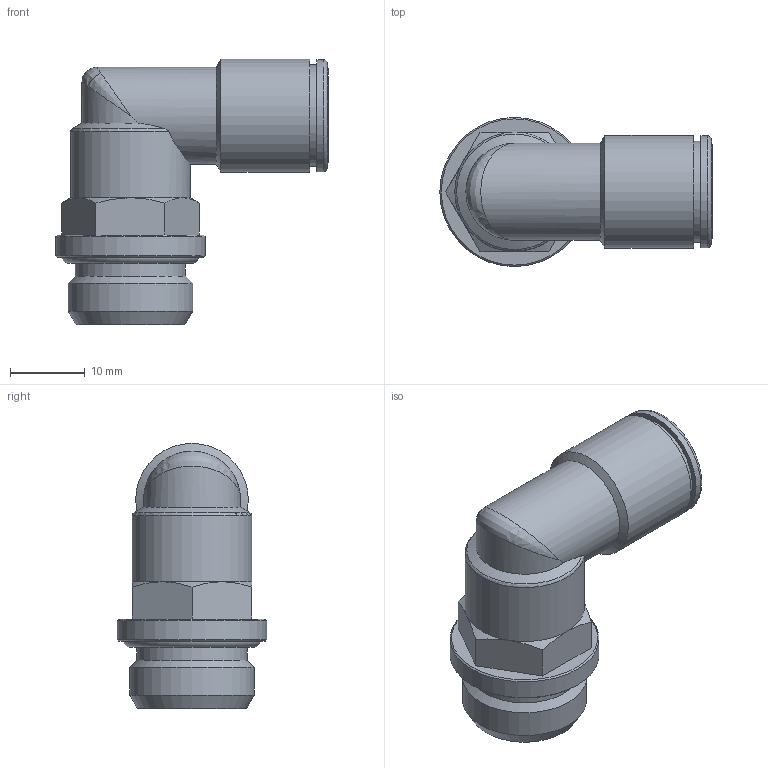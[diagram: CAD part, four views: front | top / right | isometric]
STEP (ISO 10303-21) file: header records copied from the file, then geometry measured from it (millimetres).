
FILE_DESCRIPTION(/* description */ (''),/* implementation_level */ '2;1');
FILE_NAME(/* name */ 'V202209_IPSO_022_10_38_20.06.2016',/* time_stamp */ '2016-06-20T15:17:03+02:00',/* author */ (''),/* organization */ ('sopra-pneumatic'),/* preprocessor_version */ 'ST-DEVELOPER v16.5',/* originating_system */ 'HiCAD 2016 2101.0 Build 254',/* authorisation */ '');
FILE_SCHEMA (('AUTOMOTIVE_DESIGN { 1 0 10303 214 1 1 1 1 }'));
Length unit declared in the file: millimetre
Products named in the file (5): Root; DR10-N; OR 14X1.78; 214629_GEW_1-4_3-8; R202208-i
Assembly tree (4 placements, depth 2):
  Root
    DR10-N
    OR 14X1.78
    214629_GEW_1-4_3-8
    R202208-i
Bounding box: 36.5 x 20 x 35.55 mm (x, y, z)
Volume: 5378.4 mm3; surface area: 6681.8 mm2
Topology: 4 solids, 4 shells, 78 faces, 168 edges, 100 vertices
Faces by surface type: cone 29, cylinder 24, plane 19, torus 5, bspline 1
Full cylindrical faces by diameter (mm): 8 x2, 10.2 x2, 11 x1, 12 x1, 12.2 x2, 12.3 x1, 13 x2, 13.5 x2, 13.6 x1, 13.7 x1, 13.8 x1, 14.75 x1, 15 x1, 15.1 x1, 16 x1, 16.662 x1, 20 x1
Entity records: 3949 total; most frequent: CARTESIAN_POINT 1333, DIRECTION 344, PRESENTATION_STYLE_ASSIGNMENT 218, COLOUR_RGB 216, DRAUGHTING_PRE_DEFINED_CURVE_FONT 214, CURVE_STYLE 214, OVER_RIDING_STYLED_ITEM 214, ORIENTED_EDGE 214
